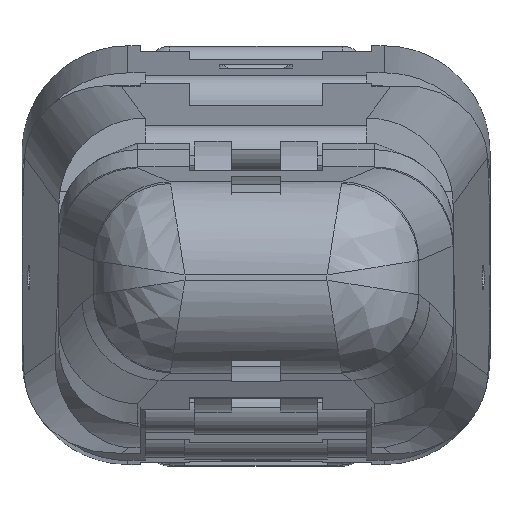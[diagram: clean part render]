
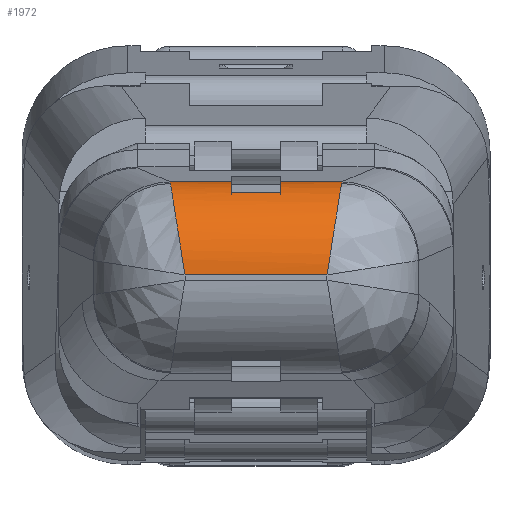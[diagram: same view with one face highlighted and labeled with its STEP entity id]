
A CAD part, top view. The second image highlights one B-rep face of the part: STEP entity #1972.
In plain terms, the highlighted cylindrical face has radius 3.8 mm (diameter 7.6 mm), a partial arc.
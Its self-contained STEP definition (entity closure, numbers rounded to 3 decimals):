
#301=CARTESIAN_POINT('',(-2.881,7.515,20.));
#302=CARTESIAN_POINT('',(-2.955,7.913,20.));
#303=CARTESIAN_POINT('',(-3.064,8.685,19.872));
#304=CARTESIAN_POINT('',(-3.22,9.629,19.413));
#305=CARTESIAN_POINT('',(-3.337,10.382,18.761));
#306=CARTESIAN_POINT('',(-3.424,10.94,17.951));
#307=CARTESIAN_POINT('',(-3.463,11.175,17.292));
#308=CARTESIAN_POINT('',(-3.473,11.244,16.945));
#319=CARTESIAN_POINT('',(-3.473,11.244,16.945));
#320=CARTESIAN_POINT('',(-3.475,11.258,16.877));
#321=CARTESIAN_POINT('',(-3.48,11.281,16.739));
#322=CARTESIAN_POINT('',(-3.484,11.297,16.601));
#323=CARTESIAN_POINT('',(-3.486,11.303,16.531));
#343=DIRECTION('',(-1.,0.,0.));
#344=VECTOR('',#343,2.486);
#345=CARTESIAN_POINT('',(-1.,11.303,16.531));
#346=LINE('',#345,#344);
#363=DIRECTION('',(-1.,0.,0.));
#364=VECTOR('',#363,2.486);
#365=CARTESIAN_POINT('',(3.486,11.303,16.531));
#366=LINE('',#365,#364);
#406=CARTESIAN_POINT('',(1.,7.518,16.2));
#407=DIRECTION('',(-1.,0.,0.));
#408=DIRECTION('',(0.,0.878,0.479));
#409=AXIS2_PLACEMENT_3D('',#406,#407,#408);
#443=CARTESIAN_POINT('',(-1.,7.518,16.2));
#444=DIRECTION('',(1.,0.,0.));
#445=DIRECTION('',(0.,0.996,0.087));
#446=AXIS2_PLACEMENT_3D('',#443,#444,#445);
#461=DIRECTION('',(-1.,0.,0.));
#462=VECTOR('',#461,2.);
#463=CARTESIAN_POINT('',(1.,10.855,18.018));
#464=LINE('',#463,#462);
#465=DIRECTION('',(-1.,0.,0.));
#466=VECTOR('',#465,5.763);
#467=CARTESIAN_POINT('',(2.882,7.515,20.));
#468=LINE('',#467,#466);
#469=CARTESIAN_POINT('',(3.486,11.303,16.531));
#470=CARTESIAN_POINT('',(3.484,11.297,16.599));
#471=CARTESIAN_POINT('',(3.48,11.282,16.735));
#472=CARTESIAN_POINT('',(3.475,11.258,16.873));
#473=CARTESIAN_POINT('',(3.473,11.245,16.941));
#996=CARTESIAN_POINT('',(3.473,11.245,16.941));
#997=CARTESIAN_POINT('',(3.465,11.175,17.294));
#998=CARTESIAN_POINT('',(3.419,10.936,17.959));
#999=CARTESIAN_POINT('',(3.337,10.375,18.767));
#1000=CARTESIAN_POINT('',(3.218,9.622,19.418));
#1001=CARTESIAN_POINT('',(3.063,8.673,19.876));
#1002=CARTESIAN_POINT('',(2.954,7.908,20.));
#1003=CARTESIAN_POINT('',(2.882,7.515,20.));
#1133=CARTESIAN_POINT('',(-1.,11.303,16.531));
#1134=CARTESIAN_POINT('',(-3.486,11.303,16.531));
#1135=VERTEX_POINT('',#1133);
#1136=VERTEX_POINT('',#1134);
#1141=CARTESIAN_POINT('',(-2.881,7.515,20.));
#1143=VERTEX_POINT('',#1141);
#1158=CARTESIAN_POINT('',(-3.473,11.244,16.945));
#1159=VERTEX_POINT('',#1158);
#1182=CARTESIAN_POINT('',(-1.,10.855,18.018));
#1184=VERTEX_POINT('',#1182);
#1250=CARTESIAN_POINT('',(3.486,11.303,16.531));
#1251=CARTESIAN_POINT('',(1.,11.303,16.531));
#1252=VERTEX_POINT('',#1250);
#1253=VERTEX_POINT('',#1251);
#1255=CARTESIAN_POINT('',(2.882,7.515,20.));
#1257=VERTEX_POINT('',#1255);
#1268=CARTESIAN_POINT('',(3.473,11.244,16.945));
#1269=VERTEX_POINT('',#1268);
#1283=CARTESIAN_POINT('',(1.,10.855,18.018));
#1285=VERTEX_POINT('',#1283);
#1952=CARTESIAN_POINT('',(10.429,7.518,16.2));
#1953=DIRECTION('',(-1.,0.,0.));
#1954=DIRECTION('',(0.,0.,1.));
#1955=AXIS2_PLACEMENT_3D('',#1952,#1953,#1954);
#1956=CYLINDRICAL_SURFACE('',#1955,3.8);
#1957=ORIENTED_EDGE('',*,*,#1946,.F.);
#1958=ORIENTED_EDGE('',*,*,#1883,.T.);
#1959=ORIENTED_EDGE('',*,*,#1845,.F.);
#1961=ORIENTED_EDGE('',*,*,#1960,.T.);
#1963=ORIENTED_EDGE('',*,*,#1962,.T.);
#1965=ORIENTED_EDGE('',*,*,#1964,.T.);
#1966=ORIENTED_EDGE('',*,*,#1756,.T.);
#1967=ORIENTED_EDGE('',*,*,#1782,.T.);
#1968=ORIENTED_EDGE('',*,*,#1827,.F.);
#1969=ORIENTED_EDGE('',*,*,#1928,.T.);
#1970=EDGE_LOOP('',(#1957,#1958,#1959,#1961,#1963,#1965,#1966,#1967,#1968,
#1969));
#1971=FACE_OUTER_BOUND('',#1970,.F.);
#1972=ADVANCED_FACE('',(#1971),#1956,.T.);
#309=B_SPLINE_CURVE_WITH_KNOTS('',3,(#301,#302,#303,#304,#305,#306,#307,#308),
.UNSPECIFIED.,.F.,.F.,(4,1,1,1,1,4),(0.,0.2,0.4,0.6,0.8,1.),
.UNSPECIFIED.);
#324=B_SPLINE_CURVE_WITH_KNOTS('',3,(#319,#320,#321,#322,#323),.UNSPECIFIED.,
.F.,.F.,(4,1,4),(0.,0.5,1.),.UNSPECIFIED.);
#410=CIRCLE('',#409,3.8);
#447=CIRCLE('',#446,3.8);
#474=B_SPLINE_CURVE_WITH_KNOTS('',3,(#469,#470,#471,#472,#473),.UNSPECIFIED.,
.F.,.F.,(4,1,4),(0.,0.5,1.),.UNSPECIFIED.);
#1004=B_SPLINE_CURVE_WITH_KNOTS('',3,(#996,#997,#998,#999,#1000,#1001,#1002,
#1003),.UNSPECIFIED.,.F.,.F.,(4,1,1,1,1,4),(0.,0.2,0.4,0.6,0.8,1.),
.UNSPECIFIED.);
#1756=EDGE_CURVE('',#1143,#1159,#309,.T.);
#1782=EDGE_CURVE('',#1159,#1136,#324,.T.);
#1827=EDGE_CURVE('',#1135,#1136,#346,.T.);
#1845=EDGE_CURVE('',#1252,#1253,#366,.T.);
#1883=EDGE_CURVE('',#1285,#1253,#410,.T.);
#1928=EDGE_CURVE('',#1135,#1184,#447,.T.);
#1946=EDGE_CURVE('',#1285,#1184,#464,.T.);
#1960=EDGE_CURVE('',#1252,#1269,#474,.T.);
#1962=EDGE_CURVE('',#1269,#1257,#1004,.T.);
#1964=EDGE_CURVE('',#1257,#1143,#468,.T.);
